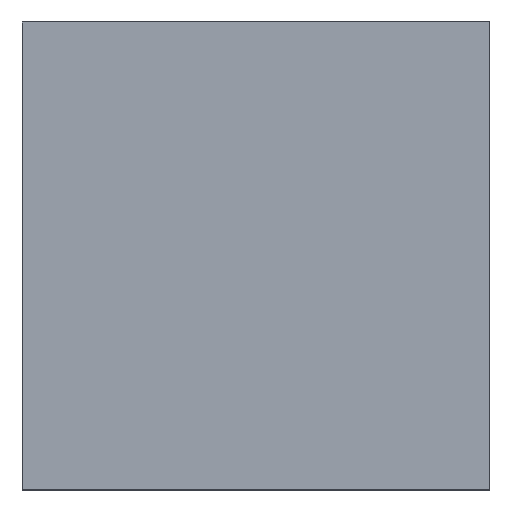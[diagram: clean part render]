
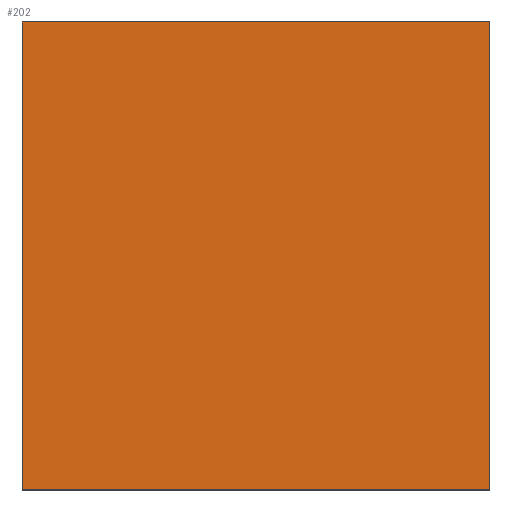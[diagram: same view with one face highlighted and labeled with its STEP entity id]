
A CAD part, top view. The second image highlights one B-rep face of the part: STEP entity #202.
In plain terms, the highlighted planar face has unit normal (0, 0, 1).
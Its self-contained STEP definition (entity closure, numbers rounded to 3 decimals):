
#1 = CARTESIAN_POINT ( 'NONE',  ( -150., 150., 25. ) ) ;
#5 = CARTESIAN_POINT ( 'NONE',  ( 150., 150., 25. ) ) ;
#25 = ORIENTED_EDGE ( 'NONE', *, *, #161, .T. ) ;
#33 = CARTESIAN_POINT ( 'NONE',  ( -150., -150., 25. ) ) ;
#37 = DIRECTION ( 'NONE',  ( 0., 0., 1. ) ) ;
#40 = VERTEX_POINT ( 'NONE', #5 ) ;
#44 = LINE ( 'NONE', #1, #255 ) ;
#50 = VERTEX_POINT ( 'NONE', #249 ) ;
#68 = EDGE_CURVE ( 'NONE', #97, #50, #101, .T. ) ;
#77 = CARTESIAN_POINT ( 'NONE',  ( -150., 150., 25. ) ) ;
#80 = CARTESIAN_POINT ( 'NONE',  ( -150., 150., 25. ) ) ;
#84 = PLANE ( 'NONE',  #246 ) ;
#87 = DIRECTION ( 'NONE',  ( 0., 1., 0. ) ) ;
#97 = VERTEX_POINT ( 'NONE', #80 ) ;
#101 = LINE ( 'NONE', #77, #111 ) ;
#103 = DIRECTION ( 'NONE',  ( 0., -1., 0. ) ) ;
#111 = VECTOR ( 'NONE', #103, 1000. ) ;
#128 = LINE ( 'NONE', #233, #178 ) ;
#134 = DIRECTION ( 'NONE',  ( -1., 0., 0. ) ) ;
#155 = EDGE_LOOP ( 'NONE', ( #180, #267, #258, #25 ) ) ;
#157 = VERTEX_POINT ( 'NONE', #252 ) ;
#161 = EDGE_CURVE ( 'NONE', #50, #157, #209, .T. ) ;
#178 = VECTOR ( 'NONE', #87, 1000. ) ;
#180 = ORIENTED_EDGE ( 'NONE', *, *, #236, .T. ) ;
#198 = CARTESIAN_POINT ( 'NONE',  ( 0., 0., 25. ) ) ;
#202 = ADVANCED_FACE ( 'NONE', ( #215 ), #84, .T. ) ;
#209 = LINE ( 'NONE', #33, #272 ) ;
#211 = DIRECTION ( 'NONE',  ( 1., 0., 0. ) ) ;
#215 = FACE_OUTER_BOUND ( 'NONE', #155, .T. ) ;
#220 = DIRECTION ( 'NONE',  ( 1., 0., 0. ) ) ;
#233 = CARTESIAN_POINT ( 'NONE',  ( 150., 150., 25. ) ) ;
#236 = EDGE_CURVE ( 'NONE', #157, #40, #128, .T. ) ;
#246 = AXIS2_PLACEMENT_3D ( 'NONE', #198, #37, #220 ) ;
#248 = EDGE_CURVE ( 'NONE', #40, #97, #44, .T. ) ;
#249 = CARTESIAN_POINT ( 'NONE',  ( -150., -150., 25. ) ) ;
#252 = CARTESIAN_POINT ( 'NONE',  ( 150., -150., 25. ) ) ;
#255 = VECTOR ( 'NONE', #134, 1000. ) ;
#258 = ORIENTED_EDGE ( 'NONE', *, *, #68, .T. ) ;
#267 = ORIENTED_EDGE ( 'NONE', *, *, #248, .T. ) ;
#272 = VECTOR ( 'NONE', #211, 1000. ) ;
